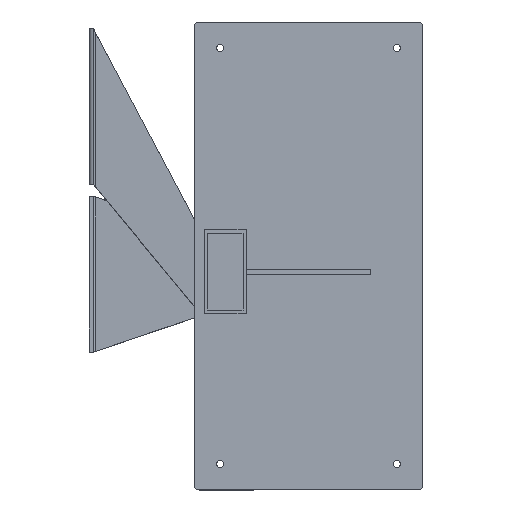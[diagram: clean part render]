
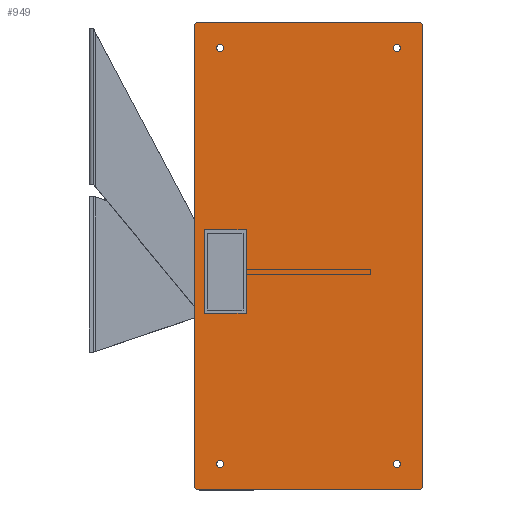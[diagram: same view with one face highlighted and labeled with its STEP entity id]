
A CAD part, top view. The second image highlights one B-rep face of the part: STEP entity #949.
In plain terms, the highlighted planar face has unit normal (0, 0, 1).
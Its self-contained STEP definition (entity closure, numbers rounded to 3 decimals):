
#11 = AXIS2_PLACEMENT_3D ( 'NONE', #249, #30, #1022 ) ;
#16 = ORIENTED_EDGE ( 'NONE', *, *, #2151, .T. ) ;
#29 = VERTEX_POINT ( 'NONE', #1901 ) ;
#30 = DIRECTION ( 'NONE',  ( 0., 0., 1. ) ) ;
#38 = VERTEX_POINT ( 'NONE', #1245 ) ;
#46 = AXIS2_PLACEMENT_3D ( 'NONE', #984, #1158, #2318 ) ;
#75 = CARTESIAN_POINT ( 'NONE',  ( -25., -210., 752.5 ) ) ;
#80 = LINE ( 'NONE', #1655, #1830 ) ;
#93 = ORIENTED_EDGE ( 'NONE', *, *, #1639, .F. ) ;
#157 = DIRECTION ( 'NONE',  ( -1., 0., 0. ) ) ;
#159 = ORIENTED_EDGE ( 'NONE', *, *, #2421, .T. ) ;
#172 = CARTESIAN_POINT ( 'NONE',  ( -30., 235., 752.5 ) ) ;
#186 = VECTOR ( 'NONE', #516, 1000. ) ;
#195 = EDGE_CURVE ( 'NONE', #2314, #2314, #2020, .T. ) ;
#204 = CARTESIAN_POINT ( 'NONE',  ( 20., 40., 752.5 ) ) ;
#221 = EDGE_CURVE ( 'NONE', #2074, #416, #496, .T. ) ;
#226 = DIRECTION ( 'NONE',  ( -1., 0., 0. ) ) ;
#242 = ORIENTED_EDGE ( 'NONE', *, *, #431, .T. ) ;
#244 = EDGE_CURVE ( 'NONE', #416, #361, #1875, .T. ) ;
#249 = CARTESIAN_POINT ( 'NONE',  ( -25., 235., 752.5 ) ) ;
#251 = VERTEX_POINT ( 'NONE', #2731 ) ;
#256 = AXIS2_PLACEMENT_3D ( 'NONE', #1201, #887, #630 ) ;
#257 = FACE_BOUND ( 'NONE', #1933, .T. ) ;
#266 = CARTESIAN_POINT ( 'NONE',  ( -20., -40., 752.5 ) ) ;
#291 = EDGE_CURVE ( 'NONE', #2031, #602, #1046, .T. ) ;
#361 = VERTEX_POINT ( 'NONE', #1267 ) ;
#416 = VERTEX_POINT ( 'NONE', #1945 ) ;
#427 = CARTESIAN_POINT ( 'NONE',  ( 185., -210., 752.5 ) ) ;
#431 = EDGE_CURVE ( 'NONE', #881, #864, #754, .T. ) ;
#434 = FACE_BOUND ( 'NONE', #2114, .T. ) ;
#453 = CARTESIAN_POINT ( 'NONE',  ( -25., 240., 752.5 ) ) ;
#465 = AXIS2_PLACEMENT_3D ( 'NONE', #1645, #1185, #157 ) ;
#496 = CIRCLE ( 'NONE', #798, 5. ) ;
#506 = EDGE_CURVE ( 'NONE', #602, #1042, #631, .T. ) ;
#516 = DIRECTION ( 'NONE',  ( 0., -1., 0. ) ) ;
#552 = EDGE_CURVE ( 'NONE', #29, #881, #80, .T. ) ;
#561 = VERTEX_POINT ( 'NONE', #172 ) ;
#588 = DIRECTION ( 'NONE',  ( 0., 0., 1. ) ) ;
#593 = CARTESIAN_POINT ( 'NONE',  ( 190., 235., 752.5 ) ) ;
#602 = VERTEX_POINT ( 'NONE', #1432 ) ;
#630 = DIRECTION ( 'NONE',  ( -1., 0., 0. ) ) ;
#631 = LINE ( 'NONE', #75, #2601 ) ;
#633 = CARTESIAN_POINT ( 'NONE',  ( -1.5, 215., 752.5 ) ) ;
#654 = ORIENTED_EDGE ( 'NONE', *, *, #195, .F. ) ;
#672 = DIRECTION ( 'NONE',  ( 1., 0., 0. ) ) ;
#673 = CARTESIAN_POINT ( 'NONE',  ( -20., -40., 752.5 ) ) ;
#700 = ORIENTED_EDGE ( 'NONE', *, *, #918, .T. ) ;
#701 = DIRECTION ( 'NONE',  ( 1., 0., 0. ) ) ;
#747 = VERTEX_POINT ( 'NONE', #266 ) ;
#750 = ORIENTED_EDGE ( 'NONE', *, *, #221, .T. ) ;
#754 = LINE ( 'NONE', #204, #2207 ) ;
#777 = DIRECTION ( 'NONE',  ( 0., 0., 1. ) ) ;
#798 = AXIS2_PLACEMENT_3D ( 'NONE', #2695, #777, #1077 ) ;
#813 = ORIENTED_EDGE ( 'NONE', *, *, #291, .T. ) ;
#822 = ORIENTED_EDGE ( 'NONE', *, *, #1816, .T. ) ;
#831 = ORIENTED_EDGE ( 'NONE', *, *, #1117, .T. ) ;
#859 = CARTESIAN_POINT ( 'NONE',  ( 20., 40., 752.5 ) ) ;
#864 = VERTEX_POINT ( 'NONE', #2773 ) ;
#878 = CARTESIAN_POINT ( 'NONE',  ( -30., 235., 752.5 ) ) ;
#881 = VERTEX_POINT ( 'NONE', #859 ) ;
#885 = VECTOR ( 'NONE', #226, 1000. ) ;
#887 = DIRECTION ( 'NONE',  ( 0., 0., 1. ) ) ;
#918 = EDGE_CURVE ( 'NONE', #864, #747, #1481, .T. ) ;
#947 = DIRECTION ( 'NONE',  ( 0., 1., 0. ) ) ;
#949 = ADVANCED_FACE ( 'NONE', ( #434, #1469, #1026, #1472, #257, #2180 ), #1547, .F. ) ;
#984 = CARTESIAN_POINT ( 'NONE',  ( -5., 215., 752.5 ) ) ;
#997 = DIRECTION ( 'NONE',  ( 0., 0., 1. ) ) ;
#1014 = DIRECTION ( 'NONE',  ( 0., 0., -1. ) ) ;
#1019 = DIRECTION ( 'NONE',  ( 0., -1., 0. ) ) ;
#1022 = DIRECTION ( 'NONE',  ( -1., 0., 0. ) ) ;
#1026 = FACE_BOUND ( 'NONE', #1310, .T. ) ;
#1042 = VERTEX_POINT ( 'NONE', #427 ) ;
#1046 = CIRCLE ( 'NONE', #465, 5. ) ;
#1058 = EDGE_LOOP ( 'NONE', ( #831, #813, #1485, #1881, #822, #750, #1725, #159 ) ) ;
#1077 = DIRECTION ( 'NONE',  ( -1., 0., 0. ) ) ;
#1117 = EDGE_CURVE ( 'NONE', #561, #2031, #1854, .T. ) ;
#1158 = DIRECTION ( 'NONE',  ( 0., 0., 1. ) ) ;
#1166 = ORIENTED_EDGE ( 'NONE', *, *, #552, .T. ) ;
#1180 = DIRECTION ( 'NONE',  ( 0., 1., 0. ) ) ;
#1185 = DIRECTION ( 'NONE',  ( 0., 0., 1. ) ) ;
#1201 = CARTESIAN_POINT ( 'NONE',  ( 185., -205., 752.5 ) ) ;
#1214 = DIRECTION ( 'NONE',  ( 1., 0., 0. ) ) ;
#1245 = CARTESIAN_POINT ( 'NONE',  ( 168.5, -185., 752.5 ) ) ;
#1250 = CIRCLE ( 'NONE', #46, 3.5 ) ;
#1267 = CARTESIAN_POINT ( 'NONE',  ( -25., 240., 752.5 ) ) ;
#1310 = EDGE_LOOP ( 'NONE', ( #16, #1166, #242, #700 ) ) ;
#1366 = CARTESIAN_POINT ( 'NONE',  ( 190., 235., 752.5 ) ) ;
#1377 = DIRECTION ( 'NONE',  ( -1., 0., 0. ) ) ;
#1403 = EDGE_CURVE ( 'NONE', #2456, #2456, #1250, .T. ) ;
#1416 = DIRECTION ( 'NONE',  ( 0., 0., 1. ) ) ;
#1430 = CIRCLE ( 'NONE', #11, 5. ) ;
#1432 = CARTESIAN_POINT ( 'NONE',  ( -25., -210., 752.5 ) ) ;
#1434 = CARTESIAN_POINT ( 'NONE',  ( -1.5, -185., 752.5 ) ) ;
#1469 = FACE_BOUND ( 'NONE', #2573, .T. ) ;
#1472 = FACE_OUTER_BOUND ( 'NONE', #1058, .T. ) ;
#1476 = VERTEX_POINT ( 'NONE', #1434 ) ;
#1481 = LINE ( 'NONE', #673, #1558 ) ;
#1485 = ORIENTED_EDGE ( 'NONE', *, *, #506, .T. ) ;
#1547 = PLANE ( 'NONE',  #2717 ) ;
#1558 = VECTOR ( 'NONE', #2230, 1000. ) ;
#1600 = CARTESIAN_POINT ( 'NONE',  ( -5., -185., 752.5 ) ) ;
#1639 = EDGE_CURVE ( 'NONE', #38, #38, #2753, .T. ) ;
#1645 = CARTESIAN_POINT ( 'NONE',  ( -25., -205., 752.5 ) ) ;
#1655 = CARTESIAN_POINT ( 'NONE',  ( -20., 40., 752.5 ) ) ;
#1700 = CARTESIAN_POINT ( 'NONE',  ( 168.5, 215., 752.5 ) ) ;
#1725 = ORIENTED_EDGE ( 'NONE', *, *, #244, .T. ) ;
#1816 = EDGE_CURVE ( 'NONE', #251, #2074, #1876, .T. ) ;
#1825 = AXIS2_PLACEMENT_3D ( 'NONE', #1600, #1416, #701 ) ;
#1830 = VECTOR ( 'NONE', #1951, 1000. ) ;
#1854 = LINE ( 'NONE', #878, #186 ) ;
#1865 = AXIS2_PLACEMENT_3D ( 'NONE', #2422, #588, #672 ) ;
#1875 = LINE ( 'NONE', #453, #885 ) ;
#1876 = LINE ( 'NONE', #593, #2545 ) ;
#1881 = ORIENTED_EDGE ( 'NONE', *, *, #2662, .T. ) ;
#1894 = CIRCLE ( 'NONE', #1825, 3.5 ) ;
#1901 = CARTESIAN_POINT ( 'NONE',  ( -20., 40., 752.5 ) ) ;
#1933 = EDGE_LOOP ( 'NONE', ( #2706 ) ) ;
#1945 = CARTESIAN_POINT ( 'NONE',  ( 185., 240., 752.5 ) ) ;
#1951 = DIRECTION ( 'NONE',  ( 1., 0., 0. ) ) ;
#1973 = CARTESIAN_POINT ( 'NONE',  ( 165., -185., 752.5 ) ) ;
#2020 = CIRCLE ( 'NONE', #1865, 3.5 ) ;
#2031 = VERTEX_POINT ( 'NONE', #2056 ) ;
#2056 = CARTESIAN_POINT ( 'NONE',  ( -30., -205., 752.5 ) ) ;
#2064 = CARTESIAN_POINT ( 'NONE',  ( -20., 40., 752.5 ) ) ;
#2070 = CARTESIAN_POINT ( 'NONE',  ( 185., -205., 752.5 ) ) ;
#2074 = VERTEX_POINT ( 'NONE', #1366 ) ;
#2109 = LINE ( 'NONE', #2064, #2596 ) ;
#2114 = EDGE_LOOP ( 'NONE', ( #2548 ) ) ;
#2151 = EDGE_CURVE ( 'NONE', #747, #29, #2109, .T. ) ;
#2180 = FACE_BOUND ( 'NONE', #2295, .T. ) ;
#2207 = VECTOR ( 'NONE', #1019, 1000. ) ;
#2230 = DIRECTION ( 'NONE',  ( -1., 0., 0. ) ) ;
#2237 = EDGE_CURVE ( 'NONE', #1476, #1476, #1894, .T. ) ;
#2251 = AXIS2_PLACEMENT_3D ( 'NONE', #1973, #997, #1214 ) ;
#2295 = EDGE_LOOP ( 'NONE', ( #654 ) ) ;
#2314 = VERTEX_POINT ( 'NONE', #1700 ) ;
#2318 = DIRECTION ( 'NONE',  ( 1., 0., 0. ) ) ;
#2421 = EDGE_CURVE ( 'NONE', #361, #561, #1430, .T. ) ;
#2422 = CARTESIAN_POINT ( 'NONE',  ( 165., 215., 752.5 ) ) ;
#2456 = VERTEX_POINT ( 'NONE', #633 ) ;
#2488 = CIRCLE ( 'NONE', #256, 5. ) ;
#2545 = VECTOR ( 'NONE', #947, 1000. ) ;
#2548 = ORIENTED_EDGE ( 'NONE', *, *, #1403, .F. ) ;
#2573 = EDGE_LOOP ( 'NONE', ( #93 ) ) ;
#2596 = VECTOR ( 'NONE', #1180, 1000. ) ;
#2601 = VECTOR ( 'NONE', #2764, 1000. ) ;
#2662 = EDGE_CURVE ( 'NONE', #1042, #251, #2488, .T. ) ;
#2695 = CARTESIAN_POINT ( 'NONE',  ( 185., 235., 752.5 ) ) ;
#2706 = ORIENTED_EDGE ( 'NONE', *, *, #2237, .F. ) ;
#2717 = AXIS2_PLACEMENT_3D ( 'NONE', #2070, #1014, #1377 ) ;
#2731 = CARTESIAN_POINT ( 'NONE',  ( 190., -205., 752.5 ) ) ;
#2753 = CIRCLE ( 'NONE', #2251, 3.5 ) ;
#2764 = DIRECTION ( 'NONE',  ( 1., 0., 0. ) ) ;
#2773 = CARTESIAN_POINT ( 'NONE',  ( 20., -40., 752.5 ) ) ;
